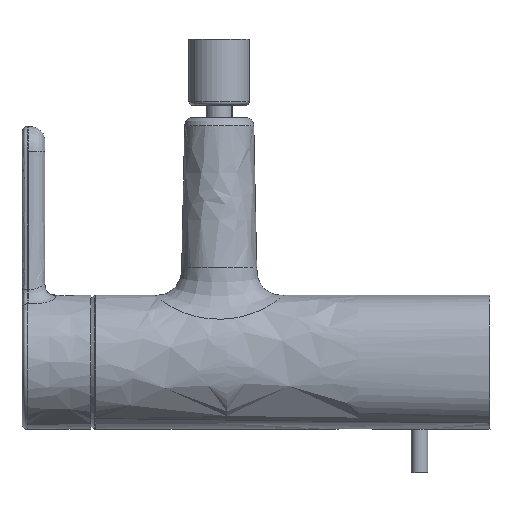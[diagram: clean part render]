
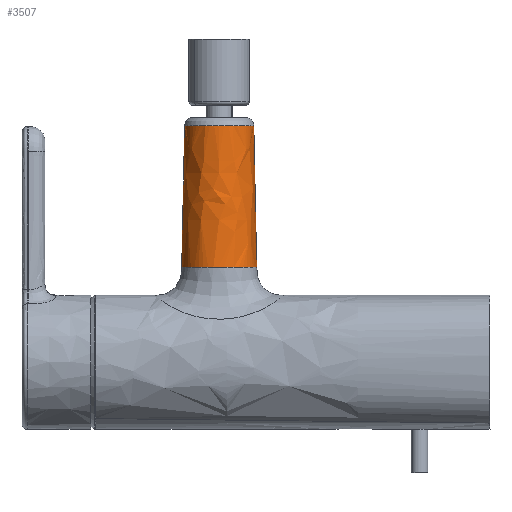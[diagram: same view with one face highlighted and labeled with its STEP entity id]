
A CAD part, left-side view. The second image highlights one B-rep face of the part: STEP entity #3507.
In plain terms, the highlighted free-form (B-spline) face has degree [3, 3] with [6, 4] control points.
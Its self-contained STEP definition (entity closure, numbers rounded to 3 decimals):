
#96 = FACE_OUTER_BOUND ( 'NONE', #5853, .T. ) ;
#139 = CARTESIAN_POINT ( 'NONE',  ( 0., 110.392, 85.542 ) ) ;
#158 = CARTESIAN_POINT ( 'NONE',  ( -7.59, 107.805, 85.542 ) ) ;
#169 = CARTESIAN_POINT ( 'NONE',  ( -4.594, 111.119, 51.384 ) ) ;
#176 = CARTESIAN_POINT ( 'NONE',  ( -12.19, 94.675, 85.542 ) ) ;
#189 = CARTESIAN_POINT ( 'NONE',  ( -4.718, 84.337, 34.305 ) ) ;
#203 = CARTESIAN_POINT ( 'NONE',  ( -2.091, 85.584, 85.542 ) ) ;
#383 = B_SPLINE_SURFACE_WITH_KNOTS ( 'NONE', 3, 3, ( 
 ( #5112, #3919, #6633, #3110 ),
 ( #7222, #3706, #169, #4290 ),
 ( #783, #4889, #1359, #5479 ),
 ( #1946, #6064, #2537, #6654 ),
 ( #3130, #7241, #3726, #189 ),
 ( #4313, #806, #4911, #1380 ) ),
 .UNSPECIFIED., .F., .F., .F.,
 ( 4, 1, 1, 4 ),
 ( 4, 4 ),
 ( 0., 0.333, 0.667, 1. ),
 ( 0., 1. ),
 .UNSPECIFIED. ) ;
#394 = CARTESIAN_POINT ( 'NONE',  ( 0., 84.323, 34.305 ) ) ;
#770 = CARTESIAN_POINT ( 'NONE',  ( -9.382, 106.17, 85.542 ) ) ;
#783 = CARTESIAN_POINT ( 'NONE',  ( -12.975, 105.366, 85.542 ) ) ;
#792 = CARTESIAN_POINT ( 'NONE',  ( -11.234, 92.371, 85.542 ) ) ;
#806 = CARTESIAN_POINT ( 'NONE',  ( -0.011, 85.036, 68.463 ) ) ;
#815 = CARTESIAN_POINT ( 'NONE',  ( -0.857, 85.421, 85.542 ) ) ;
#1274 = CARTESIAN_POINT ( 'NONE',  ( -0.011, 85.037, 68.463 ) ) ;
#1298 = CARTESIAN_POINT ( 'NONE',  ( 0., 110.392, 85.542 ) ) ;
#1322 = VERTEX_POINT ( 'NONE', #1298 ) ;
#1348 = CARTESIAN_POINT ( 'NONE',  ( -10.62, 104.512, 85.542 ) ) ;
#1359 = CARTESIAN_POINT ( 'NONE',  ( -13.715, 105.793, 51.384 ) ) ;
#1367 = CARTESIAN_POINT ( 'NONE',  ( -10.615, 91.267, 85.542 ) ) ;
#1380 = CARTESIAN_POINT ( 'NONE',  ( -0.011, 84.323, 34.305 ) ) ;
#1390 = CARTESIAN_POINT ( 'NONE',  ( -0.011, 85.394, 85.542 ) ) ;
#1500 = ORIENTED_EDGE ( 'NONE', *, *, #5599, .F. ) ;
#1643 = VERTEX_POINT ( 'NONE', #2338 ) ;
#1702 = ORIENTED_EDGE ( 'NONE', *, *, #2982, .T. ) ;
#1791 = ORIENTED_EDGE ( 'NONE', *, *, #4722, .F. ) ;
#1822 = B_SPLINE_CURVE_WITH_KNOTS ( 'NONE', 3,
 ( #5941, #1274, #5981, #2448 ),
 .UNSPECIFIED., .F., .F.,
 ( 4, 4 ),
 ( 0., 1. ),
 .UNSPECIFIED. ) ;
#1917 = CARTESIAN_POINT ( 'NONE',  ( 0., 110.392, 85.542 ) ) ;
#1935 = CARTESIAN_POINT ( 'NONE',  ( -11.233, 103.411, 85.542 ) ) ;
#1946 = CARTESIAN_POINT ( 'NONE',  ( -13.061, 90.495, 85.542 ) ) ;
#1957 = CARTESIAN_POINT ( 'NONE',  ( -9.367, 89.615, 85.542 ) ) ;
#2196 = B_SPLINE_CURVE_WITH_KNOTS ( 'NONE', 3,
 ( #1917, #5444, #2504, #6621, #3098, #7209, #3695, #158, #4279, #770, #4877, #1348, #5467, #1935, #6051, #2525, #6640, #3119, #7229, #3715, #176, #4300, #792, #4896, #1367, #5487, #1957, #6072, #2547, #6664, #3138, #7249, #3737, #203, #4321, #815, #4918, #1390 ),
 .UNSPECIFIED., .F., .F.,
 ( 4, 2, 2, 2, 2, 2, 2, 2, 2, 2, 2, 2, 2, 2, 2, 2, 2, 2, 4 ),
 ( 0., 0.062, 0.125, 0.187, 0.25, 0.312, 0.344, 0.375, 0.437, 0.5, 0.625, 0.656, 0.687, 0.75, 0.812, 0.875, 0.937, 0.969, 1. ),
 .UNSPECIFIED. ) ;
#2338 = CARTESIAN_POINT ( 'NONE',  ( 0., 111.463, 34.305 ) ) ;
#2344 = VERTEX_POINT ( 'NONE', #2393 ) ;
#2393 = CARTESIAN_POINT ( 'NONE',  ( -0.011, 85.394, 85.542 ) ) ;
#2448 = CARTESIAN_POINT ( 'NONE',  ( 0., 84.323, 34.305 ) ) ;
#2480 = CARTESIAN_POINT ( 'NONE',  ( 0., 111.463, 34.305 ) ) ;
#2504 = CARTESIAN_POINT ( 'NONE',  ( -1.682, 110.301, 85.542 ) ) ;
#2525 = CARTESIAN_POINT ( 'NONE',  ( -11.872, 101.884, 85.542 ) ) ;
#2537 = CARTESIAN_POINT ( 'NONE',  ( -13.807, 90.073, 51.384 ) ) ;
#2547 = CARTESIAN_POINT ( 'NONE',  ( -7.572, 87.991, 85.542 ) ) ;
#2825 = CARTESIAN_POINT ( 'NONE',  ( 0., 84.323, 34.305 ) ) ;
#2982 = EDGE_CURVE ( 'NONE', #1643, #6050, #4359, .T. ) ;
#3098 = CARTESIAN_POINT ( 'NONE',  ( -4.065, 109.707, 85.542 ) ) ;
#3110 = CARTESIAN_POINT ( 'NONE',  ( -0.011, 111.463, 34.305 ) ) ;
#3119 = CARTESIAN_POINT ( 'NONE',  ( -12.401, 99.507, 85.542 ) ) ;
#3130 = CARTESIAN_POINT ( 'NONE',  ( -4.347, 85.407, 85.542 ) ) ;
#3138 = CARTESIAN_POINT ( 'NONE',  ( -5.535, 86.73, 85.542 ) ) ;
#3282 = B_SPLINE_CURVE_WITH_KNOTS ( 'NONE', 3,
 ( #2480, #6010, #3676, #139 ),
 .UNSPECIFIED., .F., .F.,
 ( 4, 4 ),
 ( 0., 1. ),
 .UNSPECIFIED. ) ;
#3330 = CARTESIAN_POINT ( 'NONE',  ( -14.086, 106.007, 34.305 ) ) ;
#3507 = ADVANCED_FACE ( 'NONE', ( #96 ), #383, .F. ) ;
#3676 = CARTESIAN_POINT ( 'NONE',  ( -0.011, 110.749, 68.463 ) ) ;
#3695 = CARTESIAN_POINT ( 'NONE',  ( -6.253, 108.692, 85.542 ) ) ;
#3706 = CARTESIAN_POINT ( 'NONE',  ( -4.471, 110.762, 68.463 ) ) ;
#3715 = CARTESIAN_POINT ( 'NONE',  ( -12.478, 96.29, 85.542 ) ) ;
#3726 = CARTESIAN_POINT ( 'NONE',  ( -4.594, 84.694, 51.384 ) ) ;
#3737 = CARTESIAN_POINT ( 'NONE',  ( -3.289, 85.846, 85.542 ) ) ;
#3912 = CARTESIAN_POINT ( 'NONE',  ( -4.718, 84.337, 34.305 ) ) ;
#3919 = CARTESIAN_POINT ( 'NONE',  ( -0.011, 110.749, 68.463 ) ) ;
#4279 = CARTESIAN_POINT ( 'NONE',  ( -8.219, 107.301, 85.542 ) ) ;
#4290 = CARTESIAN_POINT ( 'NONE',  ( -4.718, 111.476, 34.305 ) ) ;
#4300 = CARTESIAN_POINT ( 'NONE',  ( -11.411, 92.75, 85.542 ) ) ;
#4313 = CARTESIAN_POINT ( 'NONE',  ( -0.011, 85.394, 85.542 ) ) ;
#4321 = CARTESIAN_POINT ( 'NONE',  ( -1.685, 85.515, 85.542 ) ) ;
#4359 = B_SPLINE_CURVE_WITH_KNOTS ( 'NONE', 3,
 ( #5077, #6247, #3330, #7430, #3912, #394 ),
 .UNSPECIFIED., .F., .F.,
 ( 4, 1, 1, 4 ),
 ( 0., 0.333, 0.667, 1. ),
 .UNSPECIFIED. ) ;
#4680 = EDGE_CURVE ( 'NONE', #1643, #1322, #3282, .T. ) ;
#4722 = EDGE_CURVE ( 'NONE', #1322, #2344, #2196, .T. ) ;
#4877 = CARTESIAN_POINT ( 'NONE',  ( -9.916, 105.544, 85.542 ) ) ;
#4889 = CARTESIAN_POINT ( 'NONE',  ( -13.346, 105.58, 68.463 ) ) ;
#4896 = CARTESIAN_POINT ( 'NONE',  ( -10.835, 91.629, 85.542 ) ) ;
#4911 = CARTESIAN_POINT ( 'NONE',  ( -0.011, 84.68, 51.384 ) ) ;
#4918 = CARTESIAN_POINT ( 'NONE',  ( -0.434, 85.396, 85.542 ) ) ;
#5077 = CARTESIAN_POINT ( 'NONE',  ( 0., 111.463, 34.305 ) ) ;
#5112 = CARTESIAN_POINT ( 'NONE',  ( -0.011, 110.392, 85.542 ) ) ;
#5444 = CARTESIAN_POINT ( 'NONE',  ( -0.849, 110.394, 85.542 ) ) ;
#5467 = CARTESIAN_POINT ( 'NONE',  ( -10.838, 104.151, 85.542 ) ) ;
#5479 = CARTESIAN_POINT ( 'NONE',  ( -14.086, 106.007, 34.305 ) ) ;
#5487 = CARTESIAN_POINT ( 'NONE',  ( -9.905, 90.238, 85.542 ) ) ;
#5599 = EDGE_CURVE ( 'NONE', #2344, #6050, #1822, .T. ) ;
#5853 = EDGE_LOOP ( 'NONE', ( #1791, #6140, #1702, #1500 ) ) ;
#5941 = CARTESIAN_POINT ( 'NONE',  ( -0.011, 85.394, 85.542 ) ) ;
#5981 = CARTESIAN_POINT ( 'NONE',  ( -0.011, 84.68, 51.384 ) ) ;
#6010 = CARTESIAN_POINT ( 'NONE',  ( -0.011, 111.106, 51.384 ) ) ;
#6050 = VERTEX_POINT ( 'NONE', #2825 ) ;
#6051 = CARTESIAN_POINT ( 'NONE',  ( -11.409, 103.033, 85.542 ) ) ;
#6064 = CARTESIAN_POINT ( 'NONE',  ( -13.435, 90.283, 68.463 ) ) ;
#6072 = CARTESIAN_POINT ( 'NONE',  ( -8.201, 88.492, 85.542 ) ) ;
#6140 = ORIENTED_EDGE ( 'NONE', *, *, #4680, .F. ) ;
#6247 = CARTESIAN_POINT ( 'NONE',  ( -4.718, 111.476, 34.305 ) ) ;
#6621 = CARTESIAN_POINT ( 'NONE',  ( -3.29, 109.957, 85.542 ) ) ;
#6633 = CARTESIAN_POINT ( 'NONE',  ( -0.011, 111.105, 51.384 ) ) ;
#6640 = CARTESIAN_POINT ( 'NONE',  ( -12.099, 101.097, 85.542 ) ) ;
#6654 = CARTESIAN_POINT ( 'NONE',  ( -14.18, 89.861, 34.305 ) ) ;
#6664 = CARTESIAN_POINT ( 'NONE',  ( -6.239, 87.11, 85.542 ) ) ;
#7209 = CARTESIAN_POINT ( 'NONE',  ( -5.547, 109.074, 85.542 ) ) ;
#7222 = CARTESIAN_POINT ( 'NONE',  ( -4.347, 110.404, 85.542 ) ) ;
#7229 = CARTESIAN_POINT ( 'NONE',  ( -12.475, 98.704, 85.542 ) ) ;
#7241 = CARTESIAN_POINT ( 'NONE',  ( -4.471, 85.049, 68.463 ) ) ;
#7249 = CARTESIAN_POINT ( 'NONE',  ( -4.062, 86.098, 85.542 ) ) ;
#7430 = CARTESIAN_POINT ( 'NONE',  ( -14.18, 89.861, 34.305 ) ) ;
